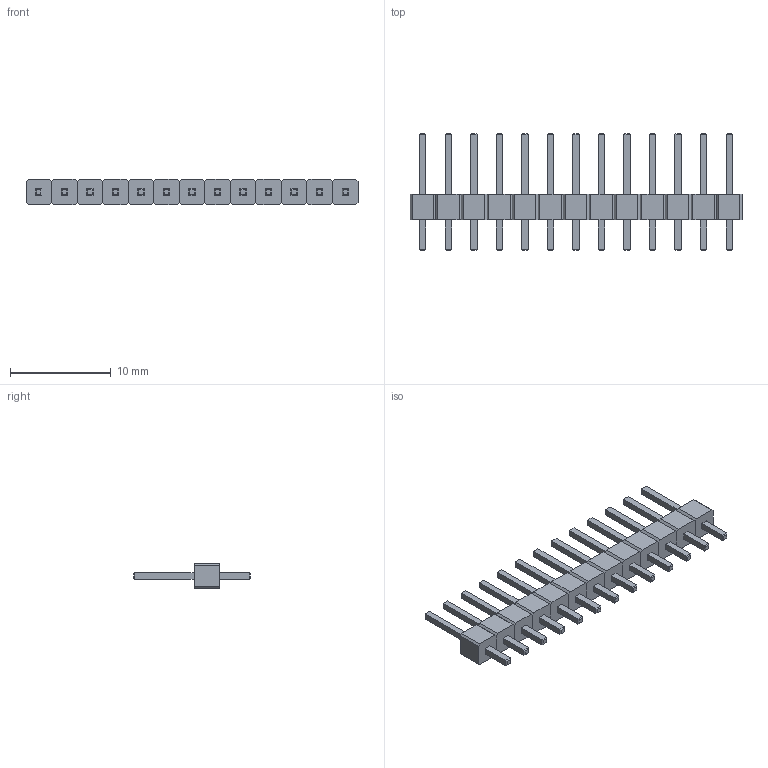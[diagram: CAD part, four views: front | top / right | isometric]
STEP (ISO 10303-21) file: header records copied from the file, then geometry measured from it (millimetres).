
FILE_DESCRIPTION (( 'STEP AP214' ), '1' );
FILE_NAME ('PLS14.STEP', '2023-02-16T10:20:17', ( '' ), ( '' ), 'SwSTEP 2.0', 'SolidWorks 2017', '' );
FILE_SCHEMA (( 'AUTOMOTIVE_DESIGN' ));
Length unit declared in the file: millimetre
Products named in the file (1): PLS14
Bounding box: 33.02 x 11.54 x 2.54 mm (x, y, z)
Volume: 258 mm3; surface area: 949.9 mm2
Topology: 26 solids, 26 shells, 364 faces, 832 edges, 520 vertices
Faces by surface type: plane 364
Entity records: 11273 total; most frequent: CARTESIAN_POINT 1717, ORIENTED_EDGE 1664, DIRECTION 1562, LINE 832, EDGE_CURVE 832, VECTOR 832, VERTEX_POINT 520, EDGE_LOOP 390
